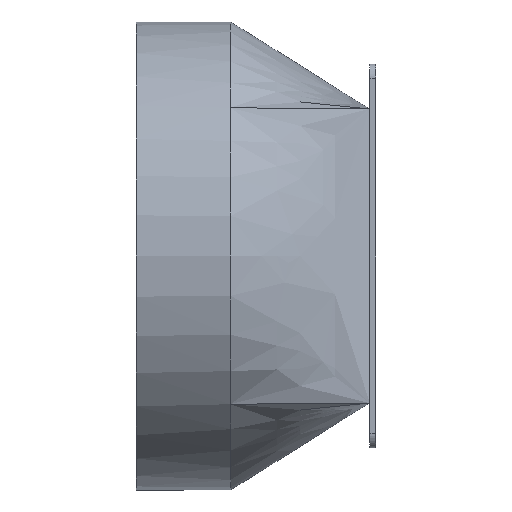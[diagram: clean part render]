
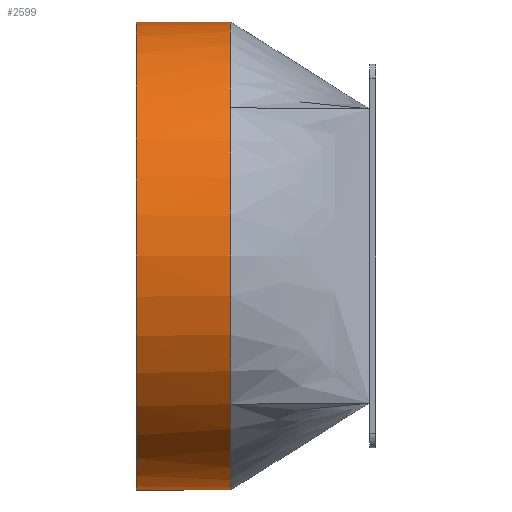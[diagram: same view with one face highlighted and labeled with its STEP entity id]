
A CAD part, left-side view. The second image highlights one B-rep face of the part: STEP entity #2599.
In plain terms, the highlighted cylindrical face has radius 161.5 mm (diameter 323 mm), a partial arc.
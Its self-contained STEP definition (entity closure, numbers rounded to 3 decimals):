
#221 = FACE_OUTER_BOUND ( 'NONE', #1607, .T. ) ;
#250 = DIRECTION ( 'NONE',  ( 0., 1., 0. ) ) ;
#344 = LINE ( 'NONE', #1042, #3395 ) ;
#448 = CARTESIAN_POINT ( 'NONE',  ( 0., 165., -161.5 ) ) ;
#528 = VERTEX_POINT ( 'NONE', #4751 ) ;
#782 = CARTESIAN_POINT ( 'NONE',  ( 0., 165., 0. ) ) ;
#839 = CARTESIAN_POINT ( 'NONE',  ( 0., 100., -161.5 ) ) ;
#936 = VERTEX_POINT ( 'NONE', #1137 ) ;
#1042 = CARTESIAN_POINT ( 'NONE',  ( 0., 165., 161.5 ) ) ;
#1076 = ORIENTED_EDGE ( 'NONE', *, *, #1629, .T. ) ;
#1084 = CIRCLE ( 'NONE', #4656, 161.5 ) ;
#1103 = CIRCLE ( 'NONE', #1485, 161.5 ) ;
#1137 = CARTESIAN_POINT ( 'NONE',  ( -124.972, 100., 102.296 ) ) ;
#1143 = EDGE_CURVE ( 'NONE', #1178, #2366, #4519, .T. ) ;
#1178 = VERTEX_POINT ( 'NONE', #4198 ) ;
#1206 = DIRECTION ( 'NONE',  ( 0., 0., 1. ) ) ;
#1214 = EDGE_CURVE ( 'NONE', #1178, #2963, #3401, .T. ) ;
#1352 = DIRECTION ( 'NONE',  ( 0., 0., 1. ) ) ;
#1398 = AXIS2_PLACEMENT_3D ( 'NONE', #782, #1618, #1960 ) ;
#1485 = AXIS2_PLACEMENT_3D ( 'NONE', #2508, #250, #3284 ) ;
#1607 = EDGE_LOOP ( 'NONE', ( #2779, #2292, #4882, #2492, #1076, #2727 ) ) ;
#1618 = DIRECTION ( 'NONE',  ( 0., -1., 0. ) ) ;
#1629 = EDGE_CURVE ( 'NONE', #4192, #936, #1874, .T. ) ;
#1672 = DIRECTION ( 'NONE',  ( 0., -1., 0. ) ) ;
#1714 = CARTESIAN_POINT ( 'NONE',  ( 0., 100., 0. ) ) ;
#1874 = CIRCLE ( 'NONE', #2227, 161.5 ) ;
#1941 = DIRECTION ( 'NONE',  ( 0., 1., 0. ) ) ;
#1960 = DIRECTION ( 'NONE',  ( 0., 0., -1. ) ) ;
#2227 = AXIS2_PLACEMENT_3D ( 'NONE', #3489, #1941, #2321 ) ;
#2292 = ORIENTED_EDGE ( 'NONE', *, *, #1143, .F. ) ;
#2321 = DIRECTION ( 'NONE',  ( 0., 0., 1. ) ) ;
#2323 = AXIS2_PLACEMENT_3D ( 'NONE', #3083, #3457, #1206 ) ;
#2366 = VERTEX_POINT ( 'NONE', #2690 ) ;
#2492 = ORIENTED_EDGE ( 'NONE', *, *, #3413, .T. ) ;
#2508 = CARTESIAN_POINT ( 'NONE',  ( 0., 100., 0. ) ) ;
#2599 = ADVANCED_FACE ( 'NONE', ( #221 ), #4574, .T. ) ;
#2690 = CARTESIAN_POINT ( 'NONE',  ( 0., 165., 161.5 ) ) ;
#2725 = CARTESIAN_POINT ( 'NONE',  ( -124.972, 100., -102.296 ) ) ;
#2727 = ORIENTED_EDGE ( 'NONE', *, *, #4778, .T. ) ;
#2779 = ORIENTED_EDGE ( 'NONE', *, *, #3792, .F. ) ;
#2886 = VECTOR ( 'NONE', #1672, 1000. ) ;
#2963 = VERTEX_POINT ( 'NONE', #839 ) ;
#3083 = CARTESIAN_POINT ( 'NONE',  ( 0., 165., 0. ) ) ;
#3284 = DIRECTION ( 'NONE',  ( 0., 0., 1. ) ) ;
#3395 = VECTOR ( 'NONE', #3675, 1000. ) ;
#3401 = LINE ( 'NONE', #448, #2886 ) ;
#3413 = EDGE_CURVE ( 'NONE', #2963, #4192, #1103, .T. ) ;
#3457 = DIRECTION ( 'NONE',  ( 0., 1., 0. ) ) ;
#3489 = CARTESIAN_POINT ( 'NONE',  ( 0., 100., 0. ) ) ;
#3675 = DIRECTION ( 'NONE',  ( 0., -1., 0. ) ) ;
#3792 = EDGE_CURVE ( 'NONE', #2366, #528, #344, .T. ) ;
#4192 = VERTEX_POINT ( 'NONE', #2725 ) ;
#4198 = CARTESIAN_POINT ( 'NONE',  ( 0., 165., -161.5 ) ) ;
#4337 = DIRECTION ( 'NONE',  ( 0., 1., 0. ) ) ;
#4519 = CIRCLE ( 'NONE', #2323, 161.5 ) ;
#4574 = CYLINDRICAL_SURFACE ( 'NONE', #1398, 161.5 ) ;
#4656 = AXIS2_PLACEMENT_3D ( 'NONE', #1714, #4337, #1352 ) ;
#4751 = CARTESIAN_POINT ( 'NONE',  ( 0., 100., 161.5 ) ) ;
#4778 = EDGE_CURVE ( 'NONE', #936, #528, #1084, .T. ) ;
#4882 = ORIENTED_EDGE ( 'NONE', *, *, #1214, .T. ) ;
